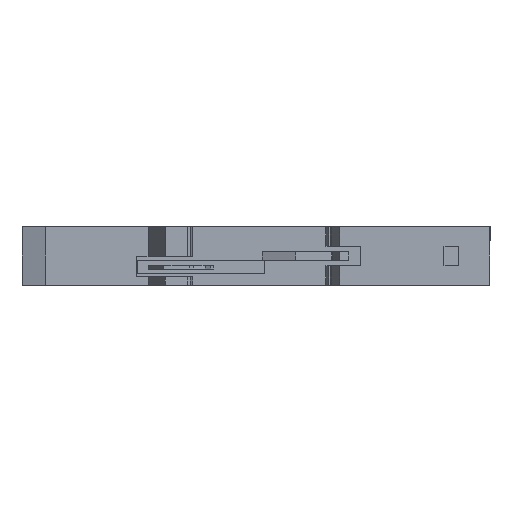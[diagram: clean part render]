
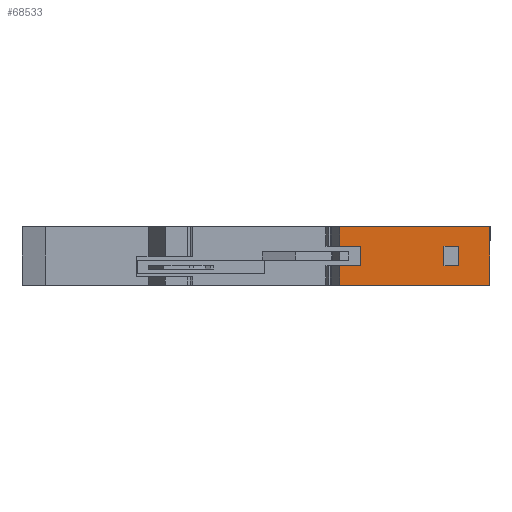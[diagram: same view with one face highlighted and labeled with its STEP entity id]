
A CAD part, front view. The second image highlights one B-rep face of the part: STEP entity #68533.
In plain terms, the highlighted planar face has unit normal (0, -1, 0).
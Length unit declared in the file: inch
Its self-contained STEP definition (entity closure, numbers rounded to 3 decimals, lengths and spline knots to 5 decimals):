
#104 = LINE ( 'NONE', #45921, #95329 ) ;
#785 = ORIENTED_EDGE ( 'NONE', *, *, #53067, .F. ) ;
#6436 = VERTEX_POINT ( 'NONE', #17214 ) ;
#8423 = CARTESIAN_POINT ( 'NONE',  ( 1.9685, -0.99213, -0.24606 ) ) ;
#8680 = LINE ( 'NONE', #97106, #46916 ) ;
#10300 = VERTEX_POINT ( 'NONE', #236425 ) ;
#17214 = CARTESIAN_POINT ( 'NONE',  ( 1.704, -0.99213, -0.083 ) ) ;
#18039 = DIRECTION ( 'NONE',  ( 0., 0., 1. ) ) ;
#18539 = DIRECTION ( 'NONE',  ( 1., 0., 0. ) ) ;
#22172 = VERTEX_POINT ( 'NONE', #8423 ) ;
#33251 = LINE ( 'NONE', #174204, #223647 ) ;
#33875 = DIRECTION ( 'NONE',  ( 0., 0., 1. ) ) ;
#34301 = VERTEX_POINT ( 'NONE', #53693 ) ;
#37514 = LINE ( 'NONE', #160538, #78486 ) ;
#40359 = VECTOR ( 'NONE', #211137, 39.37008 ) ;
#42053 = LINE ( 'NONE', #152145, #182598 ) ;
#44424 = AXIS2_PLACEMENT_3D ( 'NONE', #107130, #180486, #33875 ) ;
#45921 = CARTESIAN_POINT ( 'NONE',  ( 1.5815, -0.99213, 0.083 ) ) ;
#46916 = VECTOR ( 'NONE', #267349, 39.37008 ) ;
#50705 = CARTESIAN_POINT ( 'NONE',  ( 0.70659, -0.99213, -0.081 ) ) ;
#51443 = ORIENTED_EDGE ( 'NONE', *, *, #179306, .F. ) ;
#51670 = EDGE_CURVE ( 'NONE', #131920, #34301, #292225, .T. ) ;
#53067 = EDGE_CURVE ( 'NONE', #302621, #131549, #260105, .T. ) ;
#53693 = CARTESIAN_POINT ( 'NONE',  ( 0.70659, -0.99213, 0.24606 ) ) ;
#61971 = EDGE_CURVE ( 'NONE', #186779, #22172, #37514, .T. ) ;
#68533 = ADVANCED_FACE ( 'NONE', ( #70974, #310853 ), #178392, .F. ) ;
#70265 = DIRECTION ( 'NONE',  ( 0., 0., 1. ) ) ;
#70974 = FACE_BOUND ( 'NONE', #159018, .T. ) ;
#71471 = VECTOR ( 'NONE', #70265, 39.37008 ) ;
#73715 = EDGE_CURVE ( 'NONE', #6436, #10300, #200063, .T. ) ;
#74158 = ORIENTED_EDGE ( 'NONE', *, *, #51670, .F. ) ;
#78486 = VECTOR ( 'NONE', #130753, 39.37008 ) ;
#90168 = EDGE_CURVE ( 'NONE', #10300, #253196, #104, .T. ) ;
#95329 = VECTOR ( 'NONE', #120237, 39.37008 ) ;
#97106 = CARTESIAN_POINT ( 'NONE',  ( 1.5815, -0.99213, 0.083 ) ) ;
#100892 = DIRECTION ( 'NONE',  ( -1., 0., 0. ) ) ;
#107130 = CARTESIAN_POINT ( 'NONE',  ( -1.9685, -0.99213, 0.24606 ) ) ;
#108290 = CARTESIAN_POINT ( 'NONE',  ( 0.5885, -0.99213, -0.081 ) ) ;
#120161 = VECTOR ( 'NONE', #18039, 39.37008 ) ;
#120237 = DIRECTION ( 'NONE',  ( -1., 0., 0. ) ) ;
#121213 = ORIENTED_EDGE ( 'NONE', *, *, #73715, .F. ) ;
#125996 = CARTESIAN_POINT ( 'NONE',  ( 0.875, -0.99213, 0.081 ) ) ;
#130594 = VECTOR ( 'NONE', #171707, 39.37008 ) ;
#130753 = DIRECTION ( 'NONE',  ( 1., 0., 0. ) ) ;
#131549 = VERTEX_POINT ( 'NONE', #158012 ) ;
#131920 = VERTEX_POINT ( 'NONE', #152099 ) ;
#133869 = DIRECTION ( 'NONE',  ( 1., 0., 0. ) ) ;
#136128 = VECTOR ( 'NONE', #18539, 39.37008 ) ;
#141569 = ORIENTED_EDGE ( 'NONE', *, *, #184034, .F. ) ;
#149525 = VECTOR ( 'NONE', #133869, 39.37008 ) ;
#152099 = CARTESIAN_POINT ( 'NONE',  ( 0.70659, -0.99213, 0.081 ) ) ;
#152145 = CARTESIAN_POINT ( 'NONE',  ( 1.9685, -0.99213, 0.24606 ) ) ;
#153626 = LINE ( 'NONE', #181383, #275464 ) ;
#158012 = CARTESIAN_POINT ( 'NONE',  ( 0.875, -0.99213, -0.081 ) ) ;
#158301 = LINE ( 'NONE', #287757, #40359 ) ;
#159018 = EDGE_LOOP ( 'NONE', ( #224534, #278474, #304110, #121213 ) ) ;
#160538 = CARTESIAN_POINT ( 'NONE',  ( -1.9685, -0.99213, -0.24606 ) ) ;
#166309 = CARTESIAN_POINT ( 'NONE',  ( -1.9685, -0.99213, 0.24606 ) ) ;
#167030 = DIRECTION ( 'NONE',  ( 0., 0., -1. ) ) ;
#171707 = DIRECTION ( 'NONE',  ( 0., 0., 1. ) ) ;
#173202 = CARTESIAN_POINT ( 'NONE',  ( 1.5815, -0.99213, -0.083 ) ) ;
#174204 = CARTESIAN_POINT ( 'NONE',  ( 0.5885, -0.99213, 0.081 ) ) ;
#175711 = CARTESIAN_POINT ( 'NONE',  ( 1.9685, -0.99213, 0.24606 ) ) ;
#178392 = PLANE ( 'NONE',  #44424 ) ;
#179306 = EDGE_CURVE ( 'NONE', #131549, #244082, #267669, .T. ) ;
#180486 = DIRECTION ( 'NONE',  ( 0., 1., 0. ) ) ;
#181383 = CARTESIAN_POINT ( 'NONE',  ( 1.5815, -0.99213, -0.083 ) ) ;
#182598 = VECTOR ( 'NONE', #167030, 39.37008 ) ;
#184034 = EDGE_CURVE ( 'NONE', #244082, #131920, #33251, .T. ) ;
#185373 = EDGE_CURVE ( 'NONE', #253196, #314598, #8680, .T. ) ;
#185735 = ORIENTED_EDGE ( 'NONE', *, *, #239898, .F. ) ;
#186779 = VERTEX_POINT ( 'NONE', #248845 ) ;
#200063 = LINE ( 'NONE', #257420, #120161 ) ;
#202187 = EDGE_LOOP ( 'NONE', ( #74158, #141569, #51443, #785, #206278, #274036, #185735, #216768 ) ) ;
#206278 = ORIENTED_EDGE ( 'NONE', *, *, #296271, .F. ) ;
#210007 = CARTESIAN_POINT ( 'NONE',  ( 1.5815, -0.99213, 0.083 ) ) ;
#211137 = DIRECTION ( 'NONE',  ( 0., 0., 1. ) ) ;
#214942 = CARTESIAN_POINT ( 'NONE',  ( 0.70659, -0.99213, -0.24606 ) ) ;
#216133 = CARTESIAN_POINT ( 'NONE',  ( 0.875, -0.99213, 0.081 ) ) ;
#216768 = ORIENTED_EDGE ( 'NONE', *, *, #313030, .F. ) ;
#223647 = VECTOR ( 'NONE', #100892, 39.37008 ) ;
#224534 = ORIENTED_EDGE ( 'NONE', *, *, #272534, .F. ) ;
#236425 = CARTESIAN_POINT ( 'NONE',  ( 1.704, -0.99213, 0.083 ) ) ;
#239898 = EDGE_CURVE ( 'NONE', #261759, #22172, #42053, .T. ) ;
#244082 = VERTEX_POINT ( 'NONE', #216133 ) ;
#248845 = CARTESIAN_POINT ( 'NONE',  ( 0.70659, -0.99213, -0.24606 ) ) ;
#253196 = VERTEX_POINT ( 'NONE', #210007 ) ;
#257420 = CARTESIAN_POINT ( 'NONE',  ( 1.704, -0.99213, 0.083 ) ) ;
#260105 = LINE ( 'NONE', #108290, #149525 ) ;
#261759 = VERTEX_POINT ( 'NONE', #175711 ) ;
#267349 = DIRECTION ( 'NONE',  ( 0., 0., -1. ) ) ;
#267669 = LINE ( 'NONE', #125996, #130594 ) ;
#272534 = EDGE_CURVE ( 'NONE', #314598, #6436, #153626, .T. ) ;
#274036 = ORIENTED_EDGE ( 'NONE', *, *, #61971, .T. ) ;
#275464 = VECTOR ( 'NONE', #305915, 39.37008 ) ;
#278474 = ORIENTED_EDGE ( 'NONE', *, *, #185373, .F. ) ;
#287757 = CARTESIAN_POINT ( 'NONE',  ( 0.70659, -0.99213, -0.24606 ) ) ;
#288470 = LINE ( 'NONE', #166309, #136128 ) ;
#292225 = LINE ( 'NONE', #214942, #71471 ) ;
#296271 = EDGE_CURVE ( 'NONE', #186779, #302621, #158301, .T. ) ;
#302621 = VERTEX_POINT ( 'NONE', #50705 ) ;
#304110 = ORIENTED_EDGE ( 'NONE', *, *, #90168, .F. ) ;
#305915 = DIRECTION ( 'NONE',  ( 1., 0., 0. ) ) ;
#310853 = FACE_OUTER_BOUND ( 'NONE', #202187, .T. ) ;
#313030 = EDGE_CURVE ( 'NONE', #34301, #261759, #288470, .T. ) ;
#314598 = VERTEX_POINT ( 'NONE', #173202 ) ;
